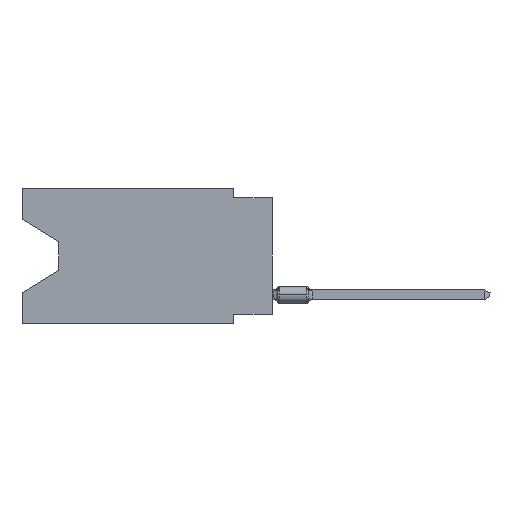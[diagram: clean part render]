
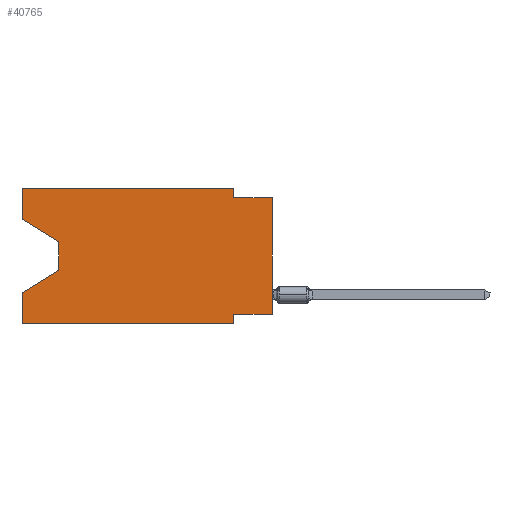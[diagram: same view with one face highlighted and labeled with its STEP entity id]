
A CAD part, left-side view. The second image highlights one B-rep face of the part: STEP entity #40765.
In plain terms, the highlighted planar face has unit normal (-1, 0, 0).
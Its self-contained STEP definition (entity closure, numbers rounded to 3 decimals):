
#205 = VERTEX_POINT ( 'NONE', #12873 ) ;
#1043 = DIRECTION ( 'NONE',  ( 0., -1., 0. ) ) ;
#1830 = CARTESIAN_POINT ( 'NONE',  ( 0., 16.383, 0. ) ) ;
#1993 = DIRECTION ( 'NONE',  ( 0., 0.855, -0.519 ) ) ;
#2113 = VECTOR ( 'NONE', #1043, 1000. ) ;
#2253 = CARTESIAN_POINT ( 'NONE',  ( 0., 16.383, 0. ) ) ;
#5488 = EDGE_CURVE ( 'NONE', #8448, #12064, #13536, .T. ) ;
#6631 = AXIS2_PLACEMENT_3D ( 'NONE', #1830, #35645, #11346 ) ;
#6754 = FACE_OUTER_BOUND ( 'NONE', #20346, .T. ) ;
#6807 = DIRECTION ( 'NONE',  ( 0., 0., 1. ) ) ;
#7100 = LINE ( 'NONE', #16004, #37324 ) ;
#8448 = VERTEX_POINT ( 'NONE', #13279 ) ;
#8662 = DIRECTION ( 'NONE',  ( 0., -0.855, -0.519 ) ) ;
#8680 = ORIENTED_EDGE ( 'NONE', *, *, #11762, .F. ) ;
#8987 = CARTESIAN_POINT ( 'NONE',  ( 0., 16.383, -2.038 ) ) ;
#9528 = VECTOR ( 'NONE', #26438, 1000. ) ;
#10916 = ORIENTED_EDGE ( 'NONE', *, *, #59186, .F. ) ;
#11084 = LINE ( 'NONE', #15371, #19505 ) ;
#11117 = LINE ( 'NONE', #46858, #51747 ) ;
#11346 = DIRECTION ( 'NONE',  ( 0., 0., -1. ) ) ;
#11608 = VECTOR ( 'NONE', #19760, 1000. ) ;
#11762 = EDGE_CURVE ( 'NONE', #35822, #28429, #55132, .T. ) ;
#12064 = VERTEX_POINT ( 'NONE', #59016 ) ;
#12873 = CARTESIAN_POINT ( 'NONE',  ( 0., 16.383, -2.038 ) ) ;
#13279 = CARTESIAN_POINT ( 'NONE',  ( 0., 16.383, -8.89 ) ) ;
#13536 = LINE ( 'NONE', #54511, #23838 ) ;
#14314 = VERTEX_POINT ( 'NONE', #33003 ) ;
#14797 = CARTESIAN_POINT ( 'NONE',  ( 0., 0., -0.635 ) ) ;
#15371 = CARTESIAN_POINT ( 'NONE',  ( 0., 16.383, 0. ) ) ;
#16004 = CARTESIAN_POINT ( 'NONE',  ( 0., 0., 0. ) ) ;
#16465 = LINE ( 'NONE', #62354, #2113 ) ;
#17442 = EDGE_CURVE ( 'NONE', #8448, #48209, #11084, .T. ) ;
#17877 = ORIENTED_EDGE ( 'NONE', *, *, #37618, .F. ) ;
#17992 = ORIENTED_EDGE ( 'NONE', *, *, #64055, .F. ) ;
#19505 = VECTOR ( 'NONE', #6807, 1000. ) ;
#19760 = DIRECTION ( 'NONE',  ( 0., 0., -1. ) ) ;
#20346 = EDGE_LOOP ( 'NONE', ( #48610, #40152, #22755, #38531, #34355, #10916, #42691, #35174, #55275, #8680, #17877, #17992 ) ) ;
#21257 = DIRECTION ( 'NONE',  ( 0., 0., 1. ) ) ;
#22755 = ORIENTED_EDGE ( 'NONE', *, *, #41770, .T. ) ;
#23838 = VECTOR ( 'NONE', #59434, 1000. ) ;
#23995 = LINE ( 'NONE', #43365, #58696 ) ;
#24010 = EDGE_CURVE ( 'NONE', #41488, #29373, #7100, .T. ) ;
#26438 = DIRECTION ( 'NONE',  ( 0., 0., -1. ) ) ;
#28429 = VERTEX_POINT ( 'NONE', #53313 ) ;
#29373 = VERTEX_POINT ( 'NONE', #14797 ) ;
#29938 = CARTESIAN_POINT ( 'NONE',  ( 0., 2.54, 0. ) ) ;
#31150 = DIRECTION ( 'NONE',  ( 0., 0., 1. ) ) ;
#31689 = CARTESIAN_POINT ( 'NONE',  ( 0., 2.54, -8.89 ) ) ;
#32619 = CARTESIAN_POINT ( 'NONE',  ( 0., 16.383, -6.852 ) ) ;
#33003 = CARTESIAN_POINT ( 'NONE',  ( 0., 2.54, -8.255 ) ) ;
#34259 = CARTESIAN_POINT ( 'NONE',  ( 0., 13.97, -3.505 ) ) ;
#34355 = ORIENTED_EDGE ( 'NONE', *, *, #5488, .T. ) ;
#35174 = ORIENTED_EDGE ( 'NONE', *, *, #24010, .T. ) ;
#35645 = DIRECTION ( 'NONE',  ( 1., 0., 0. ) ) ;
#35822 = VERTEX_POINT ( 'NONE', #48430 ) ;
#37324 = VECTOR ( 'NONE', #21257, 1000. ) ;
#37618 = EDGE_CURVE ( 'NONE', #60854, #35822, #23995, .T. ) ;
#38531 = ORIENTED_EDGE ( 'NONE', *, *, #17442, .F. ) ;
#38949 = LINE ( 'NONE', #53027, #40934 ) ;
#39181 = DIRECTION ( 'NONE',  ( 0., 0., -1. ) ) ;
#39871 = VECTOR ( 'NONE', #8662, 1000. ) ;
#40152 = ORIENTED_EDGE ( 'NONE', *, *, #58165, .T. ) ;
#40765 = ADVANCED_FACE ( 'NONE', ( #6754 ), #46768, .F. ) ;
#40934 = VECTOR ( 'NONE', #53991, 1000. ) ;
#41488 = VERTEX_POINT ( 'NONE', #44691 ) ;
#41770 = EDGE_CURVE ( 'NONE', #61106, #48209, #46933, .T. ) ;
#42373 = CARTESIAN_POINT ( 'NONE',  ( 0., 13.97, -5.385 ) ) ;
#42691 = ORIENTED_EDGE ( 'NONE', *, *, #42851, .F. ) ;
#42851 = EDGE_CURVE ( 'NONE', #41488, #14314, #38949, .T. ) ;
#43365 = CARTESIAN_POINT ( 'NONE',  ( 0., 16.383, 0. ) ) ;
#43763 = LINE ( 'NONE', #34259, #61829 ) ;
#43879 = EDGE_CURVE ( 'NONE', #205, #45652, #52632, .T. ) ;
#44206 = CARTESIAN_POINT ( 'NONE',  ( 0., 13.97, -5.385 ) ) ;
#44691 = CARTESIAN_POINT ( 'NONE',  ( 0., 0., -8.255 ) ) ;
#45652 = VERTEX_POINT ( 'NONE', #48509 ) ;
#46768 = PLANE ( 'NONE',  #6631 ) ;
#46858 = CARTESIAN_POINT ( 'NONE',  ( 0., 16.383, 0. ) ) ;
#46933 = LINE ( 'NONE', #42373, #58025 ) ;
#48209 = VERTEX_POINT ( 'NONE', #32619 ) ;
#48430 = CARTESIAN_POINT ( 'NONE',  ( 0., 2.54, 0. ) ) ;
#48509 = CARTESIAN_POINT ( 'NONE',  ( 0., 13.97, -3.505 ) ) ;
#48610 = ORIENTED_EDGE ( 'NONE', *, *, #43879, .T. ) ;
#48617 = EDGE_CURVE ( 'NONE', #28429, #29373, #16465, .T. ) ;
#51747 = VECTOR ( 'NONE', #31150, 1000. ) ;
#52632 = LINE ( 'NONE', #8987, #39871 ) ;
#53027 = CARTESIAN_POINT ( 'NONE',  ( 0., 0., -8.255 ) ) ;
#53313 = CARTESIAN_POINT ( 'NONE',  ( 0., 2.54, -0.635 ) ) ;
#53991 = DIRECTION ( 'NONE',  ( 0., 1., 0. ) ) ;
#54511 = CARTESIAN_POINT ( 'NONE',  ( 0., 16.383, -8.89 ) ) ;
#55132 = LINE ( 'NONE', #29938, #11608 ) ;
#55275 = ORIENTED_EDGE ( 'NONE', *, *, #48617, .F. ) ;
#57773 = DIRECTION ( 'NONE',  ( 0., -1., 0. ) ) ;
#58025 = VECTOR ( 'NONE', #1993, 1000. ) ;
#58165 = EDGE_CURVE ( 'NONE', #45652, #61106, #43763, .T. ) ;
#58696 = VECTOR ( 'NONE', #57773, 1000. ) ;
#59016 = CARTESIAN_POINT ( 'NONE',  ( 0., 2.54, -8.89 ) ) ;
#59186 = EDGE_CURVE ( 'NONE', #14314, #12064, #61492, .T. ) ;
#59434 = DIRECTION ( 'NONE',  ( 0., -1., 0. ) ) ;
#60854 = VERTEX_POINT ( 'NONE', #2253 ) ;
#61106 = VERTEX_POINT ( 'NONE', #44206 ) ;
#61492 = LINE ( 'NONE', #31689, #9528 ) ;
#61829 = VECTOR ( 'NONE', #39181, 1000. ) ;
#62354 = CARTESIAN_POINT ( 'NONE',  ( 0., 0., -0.635 ) ) ;
#64055 = EDGE_CURVE ( 'NONE', #205, #60854, #11117, .T. ) ;
